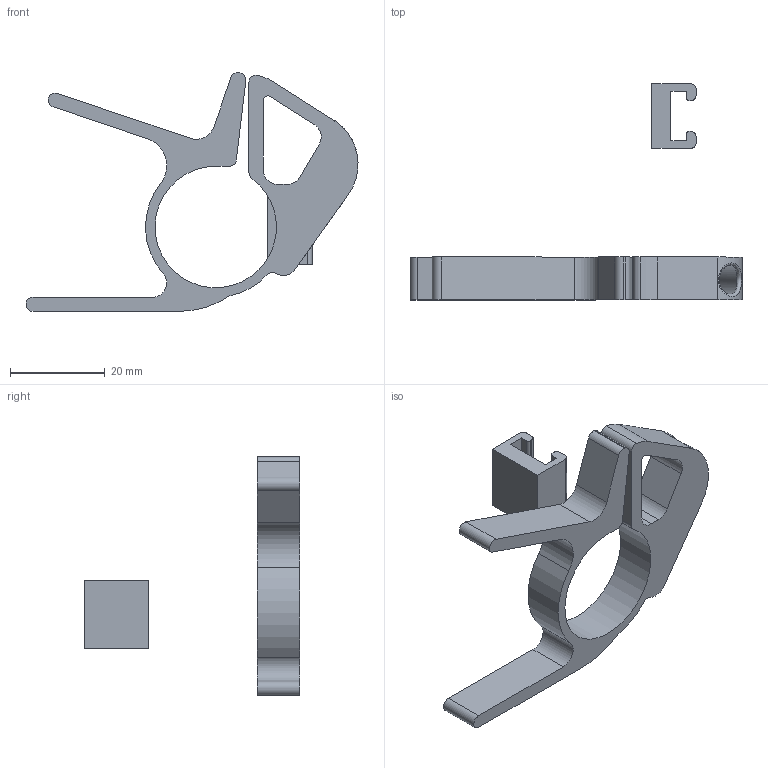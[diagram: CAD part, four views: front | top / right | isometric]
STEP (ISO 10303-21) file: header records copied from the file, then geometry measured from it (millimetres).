
FILE_DESCRIPTION(/* description */ (''),/* implementation_level */ '2;1');
FILE_NAME(/* name */ 'clamp_temp.step',/* time_stamp */ '2020-07-11T13:56:43+02:00',/* author */ (''),/* organization */ (''),/* preprocessor_version */ 'ST-DEVELOPER v18.1',/* originating_system */ 'Autodesk Translation Framework v9.3.0.1241',/* authorisation */ '');
FILE_SCHEMA (('AUTOMOTIVE_DESIGN { 1 0 10303 214 3 1 1 }'));
Length unit declared in the file: millimetre
Products named in the file (1): clamp_temp
Bounding box: 69.99 x 45.5 x 50.37 mm (x, y, z)
Volume: 8395.4 mm3; surface area: 7116.6 mm2
Topology: 2 solids, 2 shells, 74 faces, 205 edges, 134 vertices
Faces by surface type: plane 31, cylinder 31, bspline 12
Full cylindrical faces by diameter (mm): 6.1 x1
Entity records: 2931 total; most frequent: CARTESIAN_POINT 1007, ORIENTED_EDGE 410, DIRECTION 381, EDGE_CURVE 205, VERTEX_POINT 134, AXIS2_PLACEMENT_3D 134, LINE 113, VECTOR 113
